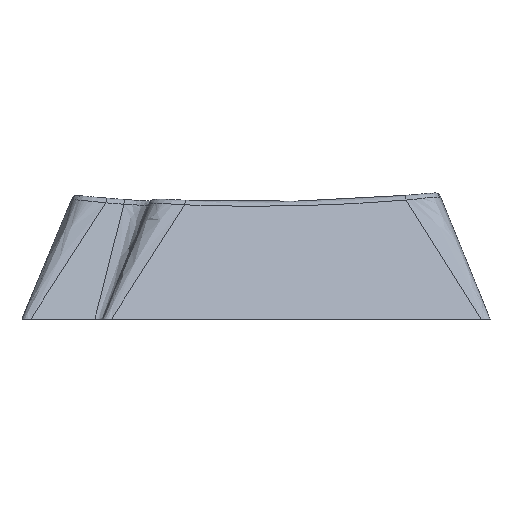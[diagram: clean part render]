
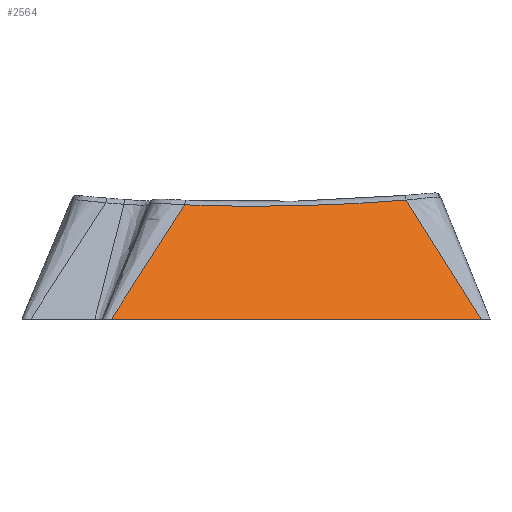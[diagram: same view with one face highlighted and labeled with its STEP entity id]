
A CAD part, front view. The second image highlights one B-rep face of the part: STEP entity #2564.
In plain terms, the highlighted planar face has unit normal (0, -0.9, 0.435).
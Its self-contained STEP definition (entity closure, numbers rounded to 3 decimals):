
#14=ELLIPSE('',#2730,83.468,72.294);
#95=B_SPLINE_CURVE_WITH_KNOTS('',3,(#4567,#4568,#4569,#4570),
 .UNSPECIFIED.,.F.,.F.,(4,4),(-0.294,8.541),
 .UNSPECIFIED.);
#97=B_SPLINE_CURVE_WITH_KNOTS('',3,(#4726,#4727,#4728,#4729,#4730,#4731,
#4732,#4733,#4734,#4735,#4736,#4737,#4738,#4739,#4740,#4741,#4742,#4743,
#4744,#4745,#4746,#4747,#4748,#4749,#4750,#4751,#4752,#4753,#4754,#4755,
#4756),.UNSPECIFIED.,.F.,.F.,(4,3,3,3,3,3,3,3,3,3,4),(-0.184,1.16,
1.915,3.206,4.013,5.569,6.112,
7.161,8.211,8.918,8.963),
 .UNSPECIFIED.);
#173=FACE_OUTER_BOUND('',#324,.T.);
#324=EDGE_LOOP('',(#1886,#1887,#1888,#1889));
#549=LINE('',#3865,#835);
#835=VECTOR('',#3028,10.);
#1108=VERTEX_POINT('',#3802);
#1109=VERTEX_POINT('',#3864);
#1141=VERTEX_POINT('',#4536);
#1143=VERTEX_POINT('',#4619);
#1370=EDGE_CURVE('',#1108,#1109,#549,.T.);
#1414=EDGE_CURVE('',#1109,#1141,#95,.F.);
#1416=EDGE_CURVE('',#1143,#1108,#97,.T.);
#1432=EDGE_CURVE('',#1143,#1141,#14,.T.);
#1886=ORIENTED_EDGE('',*,*,#1432,.T.);
#1887=ORIENTED_EDGE('',*,*,#1414,.F.);
#1888=ORIENTED_EDGE('',*,*,#1370,.F.);
#1889=ORIENTED_EDGE('',*,*,#1416,.F.);
#2433=PLANE('',#2729);
#2564=ADVANCED_FACE('',(#173),#2433,.F.);
#2729=AXIS2_PLACEMENT_3D('',#4905,#3073,#3074);
#2730=AXIS2_PLACEMENT_3D('',#4906,#3075,#3076);
#3028=DIRECTION('',(-1.,0.,0.));
#3073=DIRECTION('center_axis',(0.,0.9,-0.435));
#3074=DIRECTION('ref_axis',(0.,0.435,0.9));
#3075=DIRECTION('center_axis',(0.,0.9,-0.435));
#3076=DIRECTION('ref_axis',(0.999,0.016,0.033));
#3802=CARTESIAN_POINT('',(13.302,-20.144,-40.));
#3864=CARTESIAN_POINT('',(-8.538,-20.144,-40.));
#3865=CARTESIAN_POINT('',(13.302,-20.144,-40.));
#4536=CARTESIAN_POINT('',(-4.196,-16.887,-33.261));
#4567=CARTESIAN_POINT('Ctrl Pts',(-4.196,-16.887,-33.261));
#4568=CARTESIAN_POINT('Ctrl Pts',(-5.644,-17.973,-35.508));
#4569=CARTESIAN_POINT('Ctrl Pts',(-7.091,-19.059,-37.754));
#4570=CARTESIAN_POINT('Ctrl Pts',(-8.538,-20.144,-40.));
#4619=CARTESIAN_POINT('',(8.865,-16.749,-32.976));
#4726=CARTESIAN_POINT('Ctrl Pts',(8.865,-16.749,-32.976));
#4727=CARTESIAN_POINT('Ctrl Pts',(9.082,-16.915,-33.32));
#4728=CARTESIAN_POINT('Ctrl Pts',(9.3,-17.082,-33.664));
#4729=CARTESIAN_POINT('Ctrl Pts',(9.518,-17.248,-34.008));
#4730=CARTESIAN_POINT('Ctrl Pts',(9.64,-17.341,-34.201));
#4731=CARTESIAN_POINT('Ctrl Pts',(9.762,-17.435,-34.394));
#4732=CARTESIAN_POINT('Ctrl Pts',(9.885,-17.528,-34.587));
#4733=CARTESIAN_POINT('Ctrl Pts',(10.094,-17.688,-34.918));
#4734=CARTESIAN_POINT('Ctrl Pts',(10.303,-17.848,-35.249));
#4735=CARTESIAN_POINT('Ctrl Pts',(10.512,-18.008,-35.579));
#4736=CARTESIAN_POINT('Ctrl Pts',(10.643,-18.107,-35.786));
#4737=CARTESIAN_POINT('Ctrl Pts',(10.774,-18.207,-35.992));
#4738=CARTESIAN_POINT('Ctrl Pts',(10.904,-18.307,-36.199));
#4739=CARTESIAN_POINT('Ctrl Pts',(11.156,-18.5,-36.597));
#4740=CARTESIAN_POINT('Ctrl Pts',(11.407,-18.692,-36.995));
#4741=CARTESIAN_POINT('Ctrl Pts',(11.658,-18.884,-37.394));
#4742=CARTESIAN_POINT('Ctrl Pts',(11.746,-18.952,-37.533));
#4743=CARTESIAN_POINT('Ctrl Pts',(11.834,-19.019,-37.672));
#4744=CARTESIAN_POINT('Ctrl Pts',(11.921,-19.086,-37.811));
#4745=CARTESIAN_POINT('Ctrl Pts',(12.091,-19.216,-38.079));
#4746=CARTESIAN_POINT('Ctrl Pts',(12.26,-19.346,-38.348));
#4747=CARTESIAN_POINT('Ctrl Pts',(12.429,-19.476,-38.617));
#4748=CARTESIAN_POINT('Ctrl Pts',(12.599,-19.606,-38.885));
#4749=CARTESIAN_POINT('Ctrl Pts',(12.768,-19.735,-39.154));
#4750=CARTESIAN_POINT('Ctrl Pts',(12.938,-19.865,-39.423));
#4751=CARTESIAN_POINT('Ctrl Pts',(13.052,-19.953,-39.604));
#4752=CARTESIAN_POINT('Ctrl Pts',(13.166,-20.04,-39.784));
#4753=CARTESIAN_POINT('Ctrl Pts',(13.28,-20.128,-39.965));
#4754=CARTESIAN_POINT('Ctrl Pts',(13.288,-20.133,-39.977));
#4755=CARTESIAN_POINT('Ctrl Pts',(13.295,-20.139,-39.988));
#4756=CARTESIAN_POINT('Ctrl Pts',(13.302,-20.144,-40.));
#4905=CARTESIAN_POINT('Origin',(-7.537,-18.336,-36.258));
#4906=CARTESIAN_POINT('Origin',(0.879,14.542,31.76));
